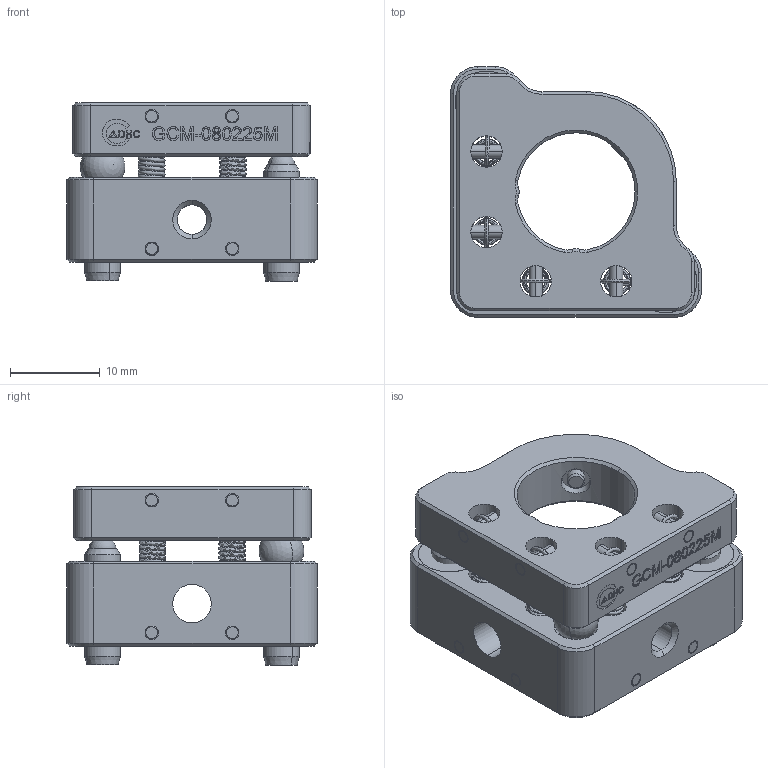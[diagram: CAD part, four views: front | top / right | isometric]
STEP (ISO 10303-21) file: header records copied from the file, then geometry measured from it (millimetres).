
FILE_DESCRIPTION (( 'STEP AP203' ), '1' );
FILE_NAME ('gcm-080225m.STEP', '2021-10-28T02:20:20', ( 'Microsoft' ), ( 'Microsoft' ), 'SwSTEP 2.0', 'SolidWorks 2015', '' );
FILE_SCHEMA (( 'CONFIG_CONTROL_DESIGN' ));
Products named in the file (1): gcm-080225m
Bounding box: 28 x 28 x 19.92 mm (x, y, z)
Surface area: 6295.1 mm2 (no closed solid volume)
Topology: 0 solids, 37 shells, 509 faces, 1431 edges, 934 vertices
Faces by surface type: plane 182, cylinder 131, bspline 101, cone 89, sphere 6
Entity records: 40402 total; most frequent: CARTESIAN_POINT 27721, ORIENTED_EDGE 2556, DIRECTION 2466, EDGE_CURVE 1426, VERTEX_POINT 931, AXIS2_PLACEMENT_3D 869, LINE 728, VECTOR 728
